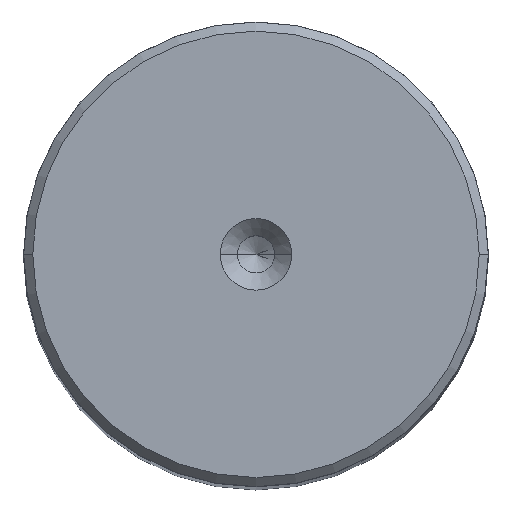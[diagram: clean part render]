
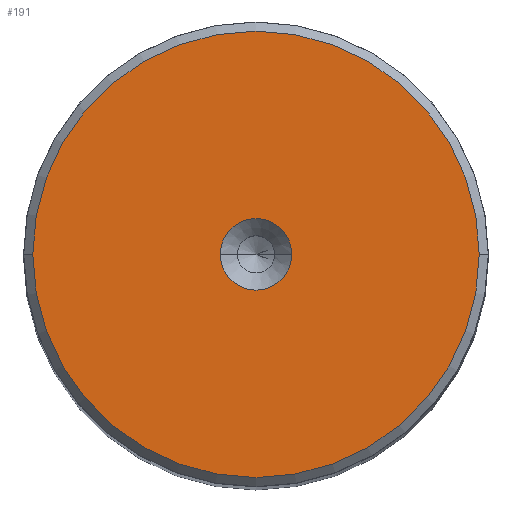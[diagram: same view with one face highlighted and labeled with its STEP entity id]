
A CAD part, top view. The second image highlights one B-rep face of the part: STEP entity #191.
In plain terms, the highlighted planar face has unit normal (0, 0, 1).
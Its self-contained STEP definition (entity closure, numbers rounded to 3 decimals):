
#1 = CARTESIAN_POINT ( 'NONE',  ( 0., 0., 200. ) ) ;
#26 = DIRECTION ( 'NONE',  ( 1., 0., 0. ) ) ;
#33 = CARTESIAN_POINT ( 'NONE',  ( 0., 0., 200. ) ) ;
#35 = CARTESIAN_POINT ( 'NONE',  ( -24.016, 0., 200. ) ) ;
#78 = FACE_BOUND ( 'NONE', #2321, .T. ) ;
#191 = ADVANCED_FACE ( 'NONE', ( #78, #500 ), #2259, .T. ) ;
#214 = DIRECTION ( 'NONE',  ( 1., 0., 0. ) ) ;
#249 = CIRCLE ( 'NONE', #631, 3.85 ) ;
#369 = VERTEX_POINT ( 'NONE', #35 ) ;
#413 = CARTESIAN_POINT ( 'NONE',  ( 0., 0., 200. ) ) ;
#454 = VERTEX_POINT ( 'NONE', #2550 ) ;
#500 = FACE_OUTER_BOUND ( 'NONE', #760, .T. ) ;
#582 = DIRECTION ( 'NONE',  ( 0., 0., 1. ) ) ;
#631 = AXIS2_PLACEMENT_3D ( 'NONE', #1, #2721, #1051 ) ;
#662 = AXIS2_PLACEMENT_3D ( 'NONE', #1863, #582, #1240 ) ;
#700 = CIRCLE ( 'NONE', #1495, 3.85 ) ;
#760 = EDGE_LOOP ( 'NONE', ( #1624, #1935 ) ) ;
#889 = CIRCLE ( 'NONE', #2167, 24.016 ) ;
#1001 = CARTESIAN_POINT ( 'NONE',  ( 0., 0., 200. ) ) ;
#1009 = ORIENTED_EDGE ( 'NONE', *, *, #2395, .F. ) ;
#1046 = DIRECTION ( 'NONE',  ( 0., 0., 1. ) ) ;
#1051 = DIRECTION ( 'NONE',  ( 1., 0., 0. ) ) ;
#1066 = DIRECTION ( 'NONE',  ( 0., 0., 1. ) ) ;
#1114 = VERTEX_POINT ( 'NONE', #1917 ) ;
#1128 = CIRCLE ( 'NONE', #2364, 24.016 ) ;
#1240 = DIRECTION ( 'NONE',  ( 1., 0., 0. ) ) ;
#1272 = EDGE_CURVE ( 'NONE', #454, #1283, #700, .T. ) ;
#1283 = VERTEX_POINT ( 'NONE', #1484 ) ;
#1429 = ORIENTED_EDGE ( 'NONE', *, *, #1272, .F. ) ;
#1481 = DIRECTION ( 'NONE',  ( 1., 0., 0. ) ) ;
#1484 = CARTESIAN_POINT ( 'NONE',  ( -3.85, 0., 200. ) ) ;
#1495 = AXIS2_PLACEMENT_3D ( 'NONE', #33, #1508, #26 ) ;
#1508 = DIRECTION ( 'NONE',  ( 0., 0., 1. ) ) ;
#1624 = ORIENTED_EDGE ( 'NONE', *, *, #1772, .T. ) ;
#1772 = EDGE_CURVE ( 'NONE', #369, #1114, #889, .T. ) ;
#1863 = CARTESIAN_POINT ( 'NONE',  ( 0., 0., 200. ) ) ;
#1917 = CARTESIAN_POINT ( 'NONE',  ( 24.016, 0., 200. ) ) ;
#1935 = ORIENTED_EDGE ( 'NONE', *, *, #2537, .T. ) ;
#2167 = AXIS2_PLACEMENT_3D ( 'NONE', #1001, #1046, #1481 ) ;
#2259 = PLANE ( 'NONE',  #662 ) ;
#2321 = EDGE_LOOP ( 'NONE', ( #1429, #1009 ) ) ;
#2364 = AXIS2_PLACEMENT_3D ( 'NONE', #413, #1066, #214 ) ;
#2395 = EDGE_CURVE ( 'NONE', #1283, #454, #249, .T. ) ;
#2537 = EDGE_CURVE ( 'NONE', #1114, #369, #1128, .T. ) ;
#2550 = CARTESIAN_POINT ( 'NONE',  ( 3.85, 0., 200. ) ) ;
#2721 = DIRECTION ( 'NONE',  ( 0., 0., 1. ) ) ;
